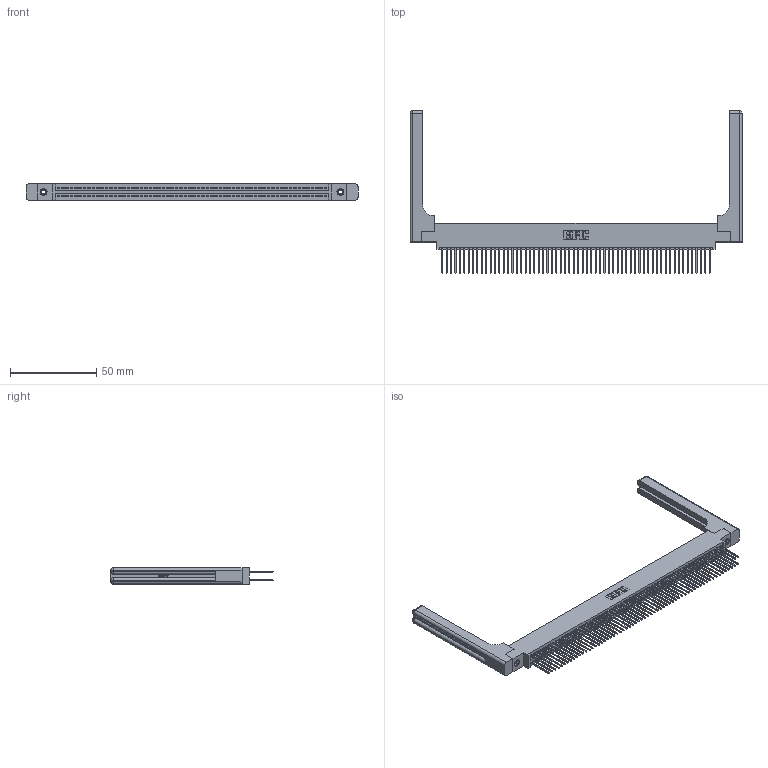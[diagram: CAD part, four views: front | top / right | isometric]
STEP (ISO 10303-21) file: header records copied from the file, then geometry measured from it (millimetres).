
FILE_DESCRIPTION (( 'STEP AP203' ), '1' );
FILE_NAME ('395-124-540-858.STEP', '2019-10-28T11:25:18', ( '' ), ( '' ), 'SwSTEP 2.0', 'SolidWorks 2016', '' );
FILE_SCHEMA (( 'CONFIG_CONTROL_DESIGN' ));
Length unit declared in the file: inch
Products named in the file (5): 345-292-001_345-293-140; 345-250-001_345-250-001-102; 345-220-058_345-220-058; 395-124-540-858; 345 Part_0.170 Offset - 0.156 Dia-TH
Assembly tree (129 placements, depth 2):
  395-124-540-858
    345 Part_0.170 Offset - 0.156 Dia-TH
    345-292-001_345-293-140  x124
    345-250-001_345-250-001-102  x2
    345-220-058_345-220-058  x2
Bounding box: 192.51 x 94.41 x 9.4 mm (x, y, z)
Volume: 27717.8 mm3; surface area: 36214.4 mm2
Topology: 129 solids, 129 shells, 6586 faces, 19495 edges, 12810 vertices
Faces by surface type: plane 4324, cylinder 2202, bspline 36, cone 12, sphere 8, torus 4
Entity records: 51286 total; most frequent: CARTESIAN_POINT 9573, ORIENTED_EDGE 8304, DIRECTION 7348, EDGE_CURVE 4152, VECTOR 3680, LINE 3680, VERTEX_POINT 2758, AXIS2_PLACEMENT_3D 1834
